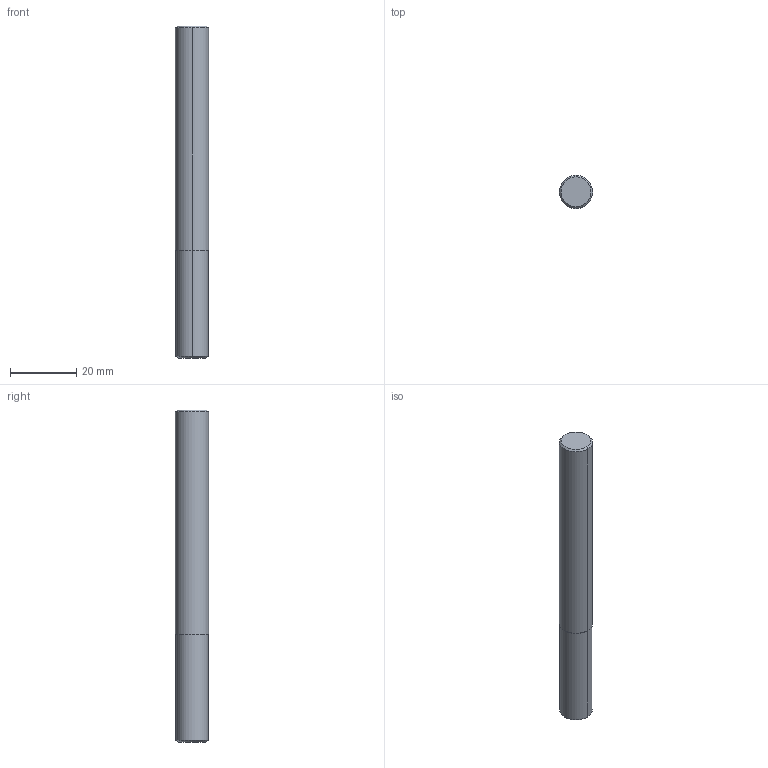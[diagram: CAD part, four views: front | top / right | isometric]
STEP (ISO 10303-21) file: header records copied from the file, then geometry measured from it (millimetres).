
FILE_DESCRIPTION(('no description'),'unknown implementation level');
FILE_NAME('solid0ZEYk8d9U_8kaSao_PCP9kyjj0M_1.STP',' ',('CIMSOURCE GmbH'),('CADClick - KiM GmbH - www.kimweb.de'),'unknown preprocess','ACIS','unknown authorization');
FILE_SCHEMA(('automotive_design'));
Length unit declared in the file: millimetre
Products named in the file (2): 1; 2
Bounding box: 10 x 10 x 100 mm (x, y, z)
Volume: 7693.4 mm3; surface area: 4324.5 mm2
Topology: 2 solids, 2 shells, 20 faces, 38 edges, 22 vertices
Faces by surface type: cone 8, cylinder 8, plane 4
Entity records: 1033 total; most frequent: DIRECTION 112, CARTESIAN_POINT 86, STYLED_ITEM 82, PRESENTATION_STYLE_ASSIGNMENT 82, COLOUR_RGB 82, ORIENTED_EDGE 76, AXIS2_PLACEMENT_3D 48, EDGE_CURVE 38
